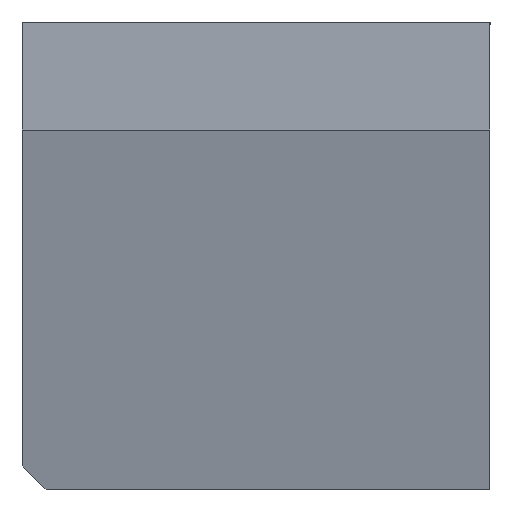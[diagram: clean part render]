
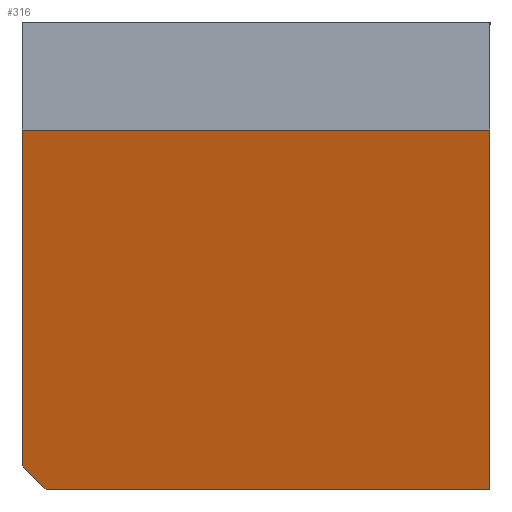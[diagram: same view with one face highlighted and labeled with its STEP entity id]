
A CAD part, left-side view. The second image highlights one B-rep face of the part: STEP entity #316.
In plain terms, the highlighted planar face has unit normal (-0.943, 0.334, 0).
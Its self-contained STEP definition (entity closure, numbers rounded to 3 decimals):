
#316=ADVANCED_FACE('NONE',(#766),#767,.F.);
#766=FACE_OUTER_BOUND('',#1339,.T.);
#767=PLANE('',#1340);
#1339=EDGE_LOOP('',(#2493,#2494,#2495,#2496,#2497));
#1340=AXIS2_PLACEMENT_3D('',#2498,#2499,#2500);
#2493=ORIENTED_EDGE('',*,*,#3906,.T.);
#2494=ORIENTED_EDGE('',*,*,#4026,.T.);
#2495=ORIENTED_EDGE('',*,*,#4027,.T.);
#2496=ORIENTED_EDGE('',*,*,#3890,.F.);
#2497=ORIENTED_EDGE('',*,*,#4028,.T.);
#2498=CARTESIAN_POINT('',(-6.916,-19.5,39.0));
#2499=DIRECTION('',(0.942,-0.334,0.0));
#2500=DIRECTION('',(0.0,0.0,-1.0));
#3890=EDGE_CURVE('NONE',#4871,#4873,#4874,.T.);
#3906=EDGE_CURVE('NONE',#4895,#4893,#4896,.T.);
#4026=EDGE_CURVE('NONE',#4893,#5094,#5095,.T.);
#4027=EDGE_CURVE('NONE',#5094,#4873,#5096,.T.);
#4028=EDGE_CURVE('NONE',#4871,#4895,#5097,.T.);
#4871=VERTEX_POINT('NONE',#6223);
#4873=VERTEX_POINT('NONE',#6226);
#4874=LINE('',#6227,#6228);
#4893=VERTEX_POINT('NONE',#6253);
#4895=VERTEX_POINT('NONE',#6256);
#4896=LINE('',#6257,#6258);
#5094=VERTEX_POINT('NONE',#6572);
#5095=LINE('',#6573,#6574);
#5096=LINE('',#6575,#6576);
#5097=LINE('',#6577,#6578);
#6223=CARTESIAN_POINT('',(-6.916,-19.5,30.0));
#6226=CARTESIAN_POINT('',(-6.916,-19.5,0.0));
#6227=CARTESIAN_POINT('',(-6.916,-19.5,39.0));
#6228=VECTOR('',#7238,1000.0);
#6253=CARTESIAN_POINT('',(6.916,19.5,2.0));
#6256=CARTESIAN_POINT('',(6.916,19.5,30.0));
#6257=CARTESIAN_POINT('',(6.916,19.5,39.0));
#6258=VECTOR('',#7264,1000.0);
#6572=CARTESIAN_POINT('',(6.207,17.5,0.0));
#6573=CARTESIAN_POINT('',(6.916,19.5,2.0));
#6574=VECTOR('',#7387,1000.0);
#6575=CARTESIAN_POINT('',(-6.916,-19.5,0.0));
#6576=VECTOR('',#7388,1000.0);
#6577=CARTESIAN_POINT('',(-6.916,-19.5,30.0));
#6578=VECTOR('',#7389,1000.0);
#7238=DIRECTION('',(-0.0,-0.0,-1.0));
#7264=DIRECTION('',(-0.0,-0.0,-1.0));
#7387=DIRECTION('',(-0.243,-0.686,-0.686));
#7388=DIRECTION('',(-0.334,-0.942,-0.0));
#7389=DIRECTION('',(0.334,0.942,0.0));
